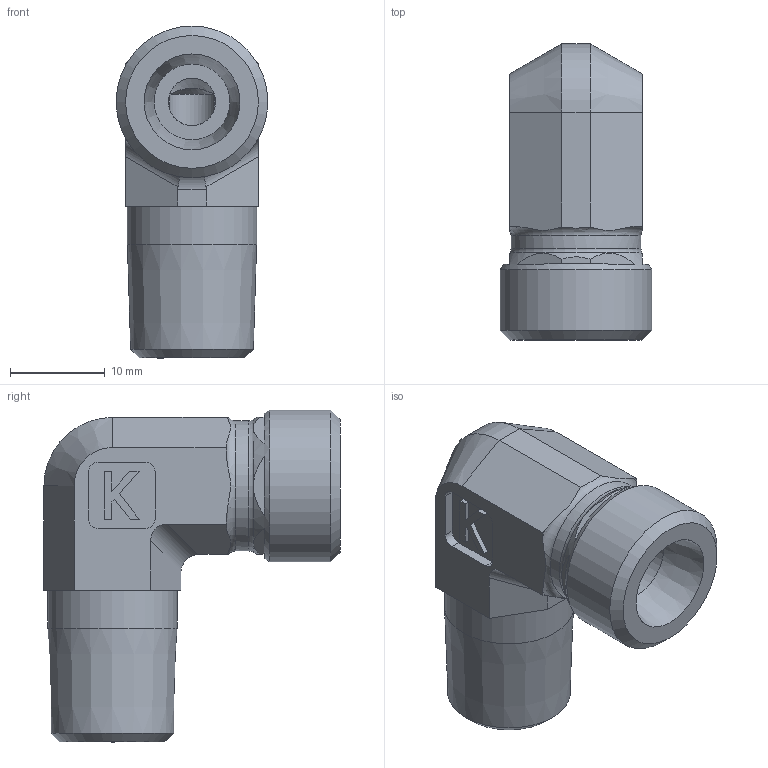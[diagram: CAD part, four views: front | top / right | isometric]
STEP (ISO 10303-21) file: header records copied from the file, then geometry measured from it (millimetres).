
FILE_DESCRIPTION((''),'2;1');
FILE_NAME('23003082816.stp','2014-08-27T10:39:24',(''),('KNOMI spol. s r. o.'),'Autodesk Inventor 2012','Autodesk Inventor 2012','');
FILE_SCHEMA(('AUTOMOTIVE_DESIGN { 1 2 10303 214 0 1 1 1 }'));
Length unit declared in the file: millimetre
Products named in the file (1): LHCR3 8SRkuž R1/4/M16x1
Bounding box: 16 x 31.22 x 35 mm (x, y, z)
Volume: 6832.3 mm3; surface area: 3471.4 mm2
Topology: 1 solids, 1 shells, 86 faces, 207 edges, 130 vertices
Faces by surface type: plane 52, cylinder 18, cone 14, torus 2
Full cylindrical faces by diameter (mm): 5 x2, 8 x1, 13.626 x1, 13.7 x1, 16 x1
Entity records: 2456 total; most frequent: CARTESIAN_POINT 526, DIRECTION 396, ORIENTED_EDGE 372, EDGE_CURVE 186, AXIS2_PLACEMENT_3D 144, VERTEX_POINT 124, EDGE_LOOP 110, VECTOR 108
